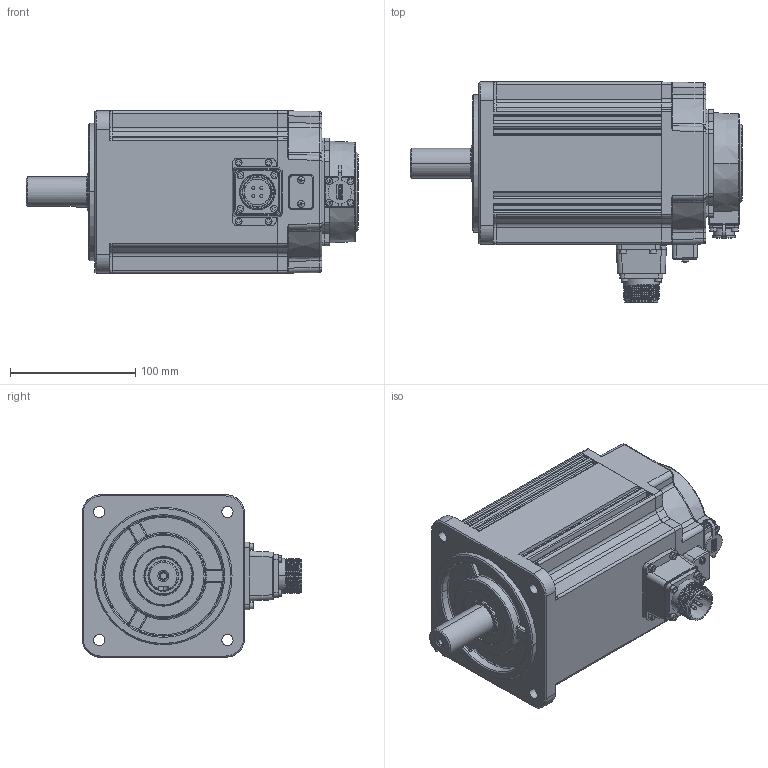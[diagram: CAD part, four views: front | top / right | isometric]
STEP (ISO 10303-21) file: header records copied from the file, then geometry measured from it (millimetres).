
FILE_DESCRIPTION (( 'STEP AP203' ), '1' );
FILE_NAME ('MS6G-130CS15BZ2-22P3.STEP', '2023-03-08T03:00:39', ( '' ), ( '' ), 'SwSTEP 2.0', 'SolidWorks 2016', '' );
FILE_SCHEMA (( 'CONFIG_CONTROL_DESIGN' ));
Length unit declared in the file: millimetre
Products named in the file (1): MS6G-130CS15BZ2-22P3
Bounding box: 265.5 x 175.9 x 130 mm (x, y, z)
Surface area: 172495.3 mm2 (no closed solid volume)
Topology: 0 solids, 45 shells, 921 faces, 3108 edges, 2191 vertices
Faces by surface type: plane 345, cylinder 312, bspline 115, cone 73, torus 72, sphere 4
Entity records: 46934 total; most frequent: CARTESIAN_POINT 21443, ORIENTED_EDGE 5188, DIRECTION 4948, EDGE_CURVE 3099, VERTEX_POINT 2191, AXIS2_PLACEMENT_3D 1799, LINE 1350, VECTOR 1350
